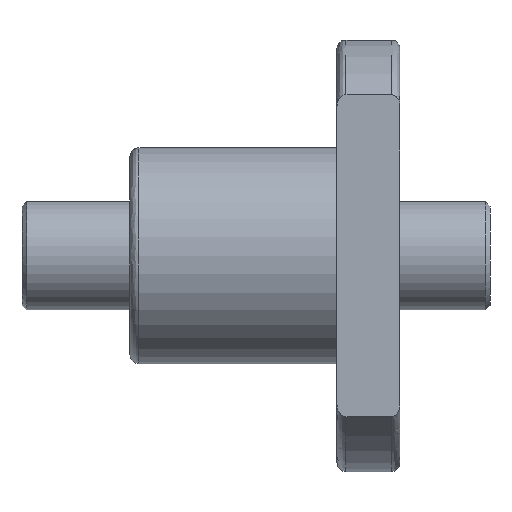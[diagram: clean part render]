
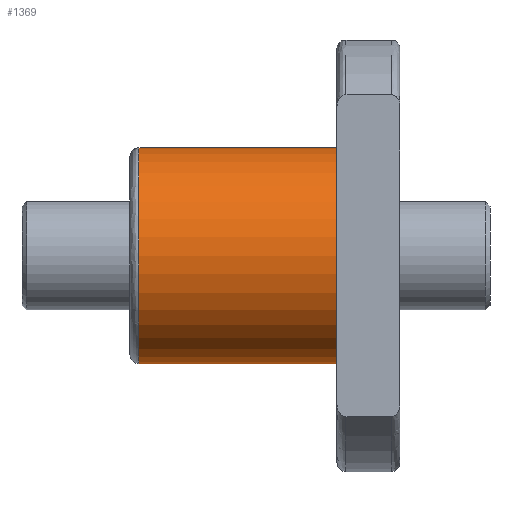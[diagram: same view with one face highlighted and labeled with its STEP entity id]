
A CAD part, front view. The second image highlights one B-rep face of the part: STEP entity #1369.
In plain terms, the highlighted cylindrical face has radius 6 mm (diameter 12 mm), a partial arc.
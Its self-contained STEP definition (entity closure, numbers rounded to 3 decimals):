
#5 = CARTESIAN_POINT ( 'NONE',  ( -8.5, 0., 6. ) ) ;
#11 = CARTESIAN_POINT ( 'NONE',  ( -26., 0., 0. ) ) ;
#41 = VECTOR ( 'NONE', #1513, 1000. ) ;
#168 = DIRECTION ( 'NONE',  ( 1., 0., 0. ) ) ;
#288 = CYLINDRICAL_SURFACE ( 'NONE', #575, 6. ) ;
#334 = CARTESIAN_POINT ( 'NONE',  ( -8.5, 0., 0. ) ) ;
#342 = FACE_OUTER_BOUND ( 'NONE', #1094, .T. ) ;
#383 = DIRECTION ( 'NONE',  ( 0., 0., -1. ) ) ;
#397 = VERTEX_POINT ( 'NONE', #941 ) ;
#433 = CARTESIAN_POINT ( 'NONE',  ( -26., 0., -6. ) ) ;
#434 = EDGE_CURVE ( 'NONE', #843, #904, #459, .T. ) ;
#459 = CIRCLE ( 'NONE', #938, 6. ) ;
#548 = EDGE_CURVE ( 'NONE', #843, #1152, #1255, .T. ) ;
#575 = AXIS2_PLACEMENT_3D ( 'NONE', #11, #1297, #820 ) ;
#627 = CIRCLE ( 'NONE', #1386, 6. ) ;
#628 = LINE ( 'NONE', #433, #923 ) ;
#691 = CARTESIAN_POINT ( 'NONE',  ( -19.5, 0., 6. ) ) ;
#708 = CARTESIAN_POINT ( 'NONE',  ( -19.5, 0., -6. ) ) ;
#742 = ORIENTED_EDGE ( 'NONE', *, *, #1104, .T. ) ;
#820 = DIRECTION ( 'NONE',  ( 0., 0., -1. ) ) ;
#840 = EDGE_CURVE ( 'NONE', #397, #1152, #627, .T. ) ;
#843 = VERTEX_POINT ( 'NONE', #691 ) ;
#870 = ORIENTED_EDGE ( 'NONE', *, *, #434, .T. ) ;
#880 = DIRECTION ( 'NONE',  ( 0., 0., -1. ) ) ;
#904 = VERTEX_POINT ( 'NONE', #708 ) ;
#923 = VECTOR ( 'NONE', #1024, 1000. ) ;
#938 = AXIS2_PLACEMENT_3D ( 'NONE', #1001, #168, #880 ) ;
#941 = CARTESIAN_POINT ( 'NONE',  ( -8.5, 0., -6. ) ) ;
#1001 = CARTESIAN_POINT ( 'NONE',  ( -19.5, 0., 0. ) ) ;
#1024 = DIRECTION ( 'NONE',  ( 1., 0., 0. ) ) ;
#1094 = EDGE_LOOP ( 'NONE', ( #1308, #870, #742, #1382 ) ) ;
#1104 = EDGE_CURVE ( 'NONE', #904, #397, #628, .T. ) ;
#1152 = VERTEX_POINT ( 'NONE', #5 ) ;
#1155 = CARTESIAN_POINT ( 'NONE',  ( -26., 0., 6. ) ) ;
#1172 = DIRECTION ( 'NONE',  ( -1., 0., 0. ) ) ;
#1255 = LINE ( 'NONE', #1155, #41 ) ;
#1297 = DIRECTION ( 'NONE',  ( 1., 0., 0. ) ) ;
#1308 = ORIENTED_EDGE ( 'NONE', *, *, #548, .F. ) ;
#1369 = ADVANCED_FACE ( 'NONE', ( #342 ), #288, .T. ) ;
#1382 = ORIENTED_EDGE ( 'NONE', *, *, #840, .T. ) ;
#1386 = AXIS2_PLACEMENT_3D ( 'NONE', #334, #1172, #383 ) ;
#1513 = DIRECTION ( 'NONE',  ( 1., 0., 0. ) ) ;
